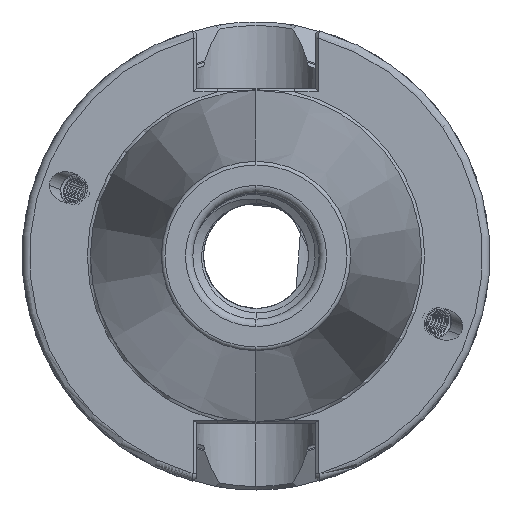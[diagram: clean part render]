
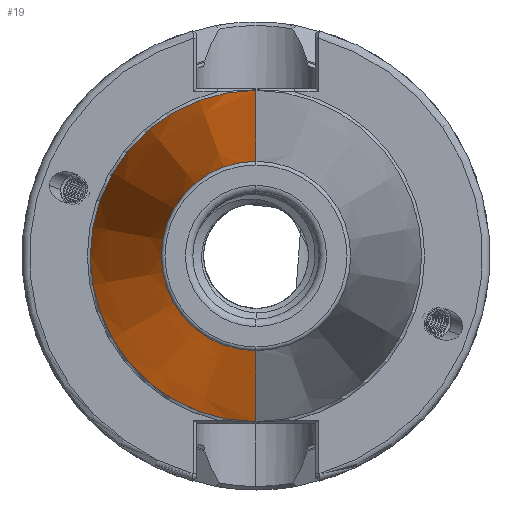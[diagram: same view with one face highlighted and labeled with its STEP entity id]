
A CAD part, left-side view. The second image highlights one B-rep face of the part: STEP entity #19.
In plain terms, the highlighted conical face has half-angle 8.297 degrees and reference radius 22.298 mm.
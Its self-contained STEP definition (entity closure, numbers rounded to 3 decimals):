
#19 = ADVANCED_FACE ( 'NONE', ( #5588 ), #5608, .T. ) ;
#287 = VERTEX_POINT ( 'NONE', #10855 ) ;
#367 = VERTEX_POINT ( 'NONE', #11574 ) ;
#370 = VERTEX_POINT ( 'NONE', #11595 ) ;
#387 = VERTEX_POINT ( 'NONE', #11651 ) ;
#1710 = EDGE_CURVE ( 'NONE', #287, #370, #8097, .T. ) ;
#1790 = EDGE_CURVE ( 'NONE', #370, #367, #18798, .T. ) ;
#1791 = EDGE_CURVE ( 'NONE', #387, #367, #18800, .T. ) ;
#1793 = EDGE_CURVE ( 'NONE', #287, #387, #18810, .T. ) ;
#2581 = AXIS2_PLACEMENT_3D ( 'NONE', #15024, #15025, #15034 ) ;
#3802 = CARTESIAN_POINT ( 'NONE',  ( -1.5, 0., 0. ) ) ;
#3809 = CARTESIAN_POINT ( 'NONE',  ( -66.972, 0., 0. ) ) ;
#3811 = DIRECTION ( 'NONE',  ( 1., 0., 0. ) ) ;
#3813 = DIRECTION ( 'NONE',  ( 0., 0., -1. ) ) ;
#3817 = DIRECTION ( 'NONE',  ( 0.99, 0., 0.144 ) ) ;
#3861 = DIRECTION ( 'NONE',  ( 1., 0., 0. ) ) ;
#3900 = DIRECTION ( 'NONE',  ( 0., 0., -1. ) ) ;
#3902 = CARTESIAN_POINT ( 'NONE',  ( -1.5, 0., 22.298 ) ) ;
#5588 = FACE_OUTER_BOUND ( 'NONE', #18914, .T. ) ;
#5608 = CONICAL_SURFACE ( 'NONE', #2581, 22.298, 0.145 ) ;
#6352 = AXIS2_PLACEMENT_3D ( 'NONE', #3802, #3861, #3900 ) ;
#6354 = AXIS2_PLACEMENT_3D ( 'NONE', #3809, #3811, #3813 ) ;
#7770 = ORIENTED_EDGE ( 'NONE', *, *, #1710, .F. ) ;
#7771 = ORIENTED_EDGE ( 'NONE', *, *, #1790, .F. ) ;
#7791 = ORIENTED_EDGE ( 'NONE', *, *, #1793, .T. ) ;
#7837 = ORIENTED_EDGE ( 'NONE', *, *, #1791, .T. ) ;
#8097 = LINE ( 'NONE', #8557, #8100 ) ;
#8100 = VECTOR ( 'NONE', #8539, 1000. ) ;
#8539 = DIRECTION ( 'NONE',  ( 0.99, 0., -0.144 ) ) ;
#8557 = CARTESIAN_POINT ( 'NONE',  ( -1.5, 0., -22.298 ) ) ;
#10855 = CARTESIAN_POINT ( 'NONE',  ( -66.972, 0., -12.75 ) ) ;
#11574 = CARTESIAN_POINT ( 'NONE',  ( -1.5, 0., 22.298 ) ) ;
#11595 = CARTESIAN_POINT ( 'NONE',  ( -1.5, 0., -22.298 ) ) ;
#11651 = CARTESIAN_POINT ( 'NONE',  ( -66.972, 0., 12.75 ) ) ;
#15024 = CARTESIAN_POINT ( 'NONE',  ( -1.5, 0., 0. ) ) ;
#15025 = DIRECTION ( 'NONE',  ( 1., 0., 0. ) ) ;
#15034 = DIRECTION ( 'NONE',  ( 0., 0., -1. ) ) ;
#18798 = CIRCLE ( 'NONE', #6352, 22.298 ) ;
#18799 = VECTOR ( 'NONE', #3817, 1000. ) ;
#18800 = LINE ( 'NONE', #3902, #18799 ) ;
#18810 = CIRCLE ( 'NONE', #6354, 12.75 ) ;
#18914 = EDGE_LOOP ( 'NONE', ( #7791, #7837, #7771, #7770 ) ) ;
